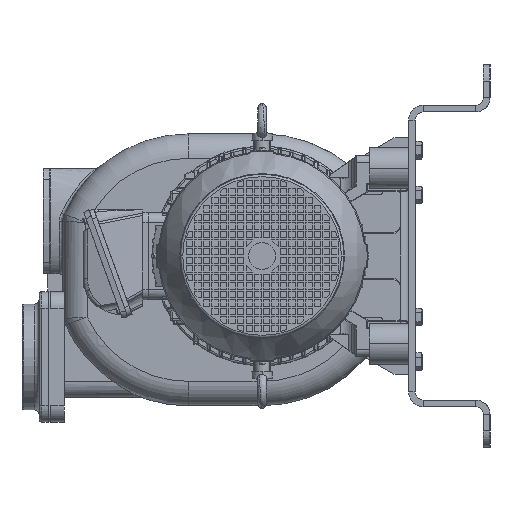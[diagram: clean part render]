
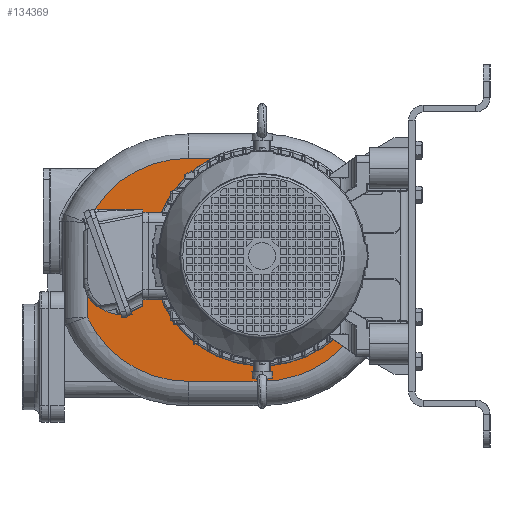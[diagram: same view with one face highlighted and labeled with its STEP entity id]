
A CAD part, left-side view. The second image highlights one B-rep face of the part: STEP entity #134369.
In plain terms, the highlighted planar face has unit normal (-1, 0, 0).
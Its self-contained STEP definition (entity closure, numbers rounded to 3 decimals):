
#39458=CARTESIAN_POINT('',(-105.,180.,0.));
#39459=DIRECTION('',(-1.,0.,0.));
#39460=DIRECTION('',(0.,0.458,0.889));
#39461=AXIS2_PLACEMENT_3D('',#39458,#39459,#39460);
#39463=DIRECTION('',(0.,0.999,0.052));
#39464=VECTOR('',#39463,7.009);
#39465=CARTESIAN_POINT('',(-105.,180.,-135.182));
#39466=LINE('',#39465,#39464);
#39467=DIRECTION('',(0.,0.999,-0.052));
#39468=VECTOR('',#39467,7.009);
#39469=CARTESIAN_POINT('',(-105.,173.,-134.818));
#39470=LINE('',#39469,#39468);
#39471=CARTESIAN_POINT('',(-105.,180.,0.));
#39472=DIRECTION('',(-1.,0.,0.));
#39473=DIRECTION('',(0.,-0.052,-0.999));
#39474=AXIS2_PLACEMENT_3D('',#39471,#39472,#39473);
#39476=CARTESIAN_POINT('',(-105.,180.,-17.));
#39477=DIRECTION('',(-1.,0.,0.));
#39478=DIRECTION('',(0.,0.,-1.));
#39479=AXIS2_PLACEMENT_3D('',#39476,#39477,#39478);
#39481=DIRECTION('',(0.,-1.,0.));
#39482=VECTOR('',#39481,90.802);
#39483=CARTESIAN_POINT('',(-105.,270.802,-154.));
#39484=LINE('',#39483,#39482);
#39485=CARTESIAN_POINT('',(-105.,270.802,-17.));
#39486=DIRECTION('',(-1.,0.,0.));
#39487=DIRECTION('',(0.,0.907,-0.422));
#39488=AXIS2_PLACEMENT_3D('',#39485,#39486,#39487);
#39490=DIRECTION('',(0.,0.,-1.));
#39491=VECTOR('',#39490,115.654);
#39492=CARTESIAN_POINT('',(-105.,395.,40.827));
#39493=LINE('',#39492,#39491);
#39494=CARTESIAN_POINT('',(-105.,270.802,-17.));
#39495=DIRECTION('',(-1.,0.,0.));
#39496=DIRECTION('',(0.,0.,1.));
#39497=AXIS2_PLACEMENT_3D('',#39494,#39495,#39496);
#39499=DIRECTION('',(0.,1.,0.));
#39500=VECTOR('',#39499,28.956);
#39501=CARTESIAN_POINT('',(-105.,241.847,120.));
#39502=LINE('',#39501,#39500);
#75610=CARTESIAN_POINT('',(-105.,395.,40.827));
#75611=CARTESIAN_POINT('',(-105.,395.,-74.827));
#75612=VERTEX_POINT('',#75610);
#75613=VERTEX_POINT('',#75611);
#75614=CARTESIAN_POINT('',(-105.,270.802,-154.));
#75615=VERTEX_POINT('',#75614);
#75616=CARTESIAN_POINT('',(-105.,180.,-154.));
#75617=VERTEX_POINT('',#75616);
#75628=CARTESIAN_POINT('',(-105.,270.802,120.));
#75629=VERTEX_POINT('',#75628);
#77345=CARTESIAN_POINT('',(-105.,241.847,120.));
#77346=CARTESIAN_POINT('',(-105.,187.,-134.818));
#77347=VERTEX_POINT('',#77345);
#77348=VERTEX_POINT('',#77346);
#77349=CARTESIAN_POINT('',(-105.,173.,-134.818));
#77350=CARTESIAN_POINT('',(-105.,45.208,7.5));
#77351=VERTEX_POINT('',#77349);
#77352=VERTEX_POINT('',#77350);
#77353=CARTESIAN_POINT('',(-105.,180.,-135.182));
#77354=VERTEX_POINT('',#77353);
#134344=CARTESIAN_POINT('',(-105.,180.,0.));
#134345=DIRECTION('',(1.,0.,0.));
#134346=DIRECTION('',(0.,0.,1.));
#134347=AXIS2_PLACEMENT_3D('',#134344,#134345,#134346);
#134348=PLANE('',#134347);
#134350=ORIENTED_EDGE('',*,*,#134349,.T.);
#134352=ORIENTED_EDGE('',*,*,#134351,.F.);
#134354=ORIENTED_EDGE('',*,*,#134353,.F.);
#134355=ORIENTED_EDGE('',*,*,#134316,.T.);
#134356=ORIENTED_EDGE('',*,*,#134306,.F.);
#134358=ORIENTED_EDGE('',*,*,#134357,.F.);
#134360=ORIENTED_EDGE('',*,*,#134359,.F.);
#134362=ORIENTED_EDGE('',*,*,#134361,.F.);
#134364=ORIENTED_EDGE('',*,*,#134363,.F.);
#134366=ORIENTED_EDGE('',*,*,#134365,.F.);
#134367=EDGE_LOOP('',(#134350,#134352,#134354,#134355,#134356,#134358,#134360,
#134362,#134364,#134366));
#134368=FACE_OUTER_BOUND('',#134367,.F.);
#134369=ADVANCED_FACE('',(#134368),#134348,.F.);
#39462=CIRCLE('',#39461,135.);
#39475=CIRCLE('',#39474,135.);
#39480=CIRCLE('',#39479,137.);
#39489=CIRCLE('',#39488,137.);
#39498=CIRCLE('',#39497,137.);
#134306=EDGE_CURVE('',#75617,#77352,#39480,.T.);
#134316=EDGE_CURVE('',#77351,#77352,#39475,.T.);
#134349=EDGE_CURVE('',#77347,#77348,#39462,.T.);
#134351=EDGE_CURVE('',#77354,#77348,#39466,.T.);
#134353=EDGE_CURVE('',#77351,#77354,#39470,.T.);
#134357=EDGE_CURVE('',#75615,#75617,#39484,.T.);
#134359=EDGE_CURVE('',#75613,#75615,#39489,.T.);
#134361=EDGE_CURVE('',#75612,#75613,#39493,.T.);
#134363=EDGE_CURVE('',#75629,#75612,#39498,.T.);
#134365=EDGE_CURVE('',#77347,#75629,#39502,.T.);
